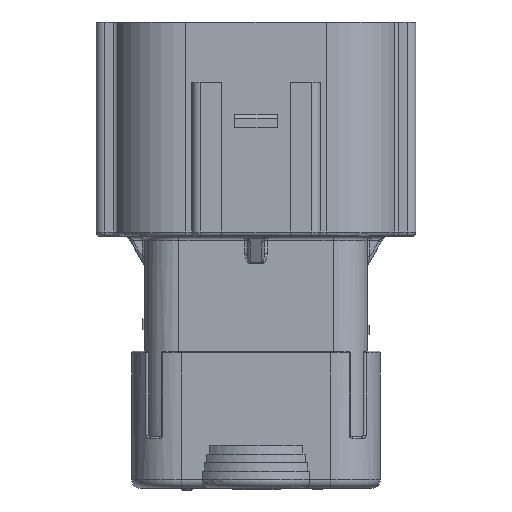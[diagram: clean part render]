
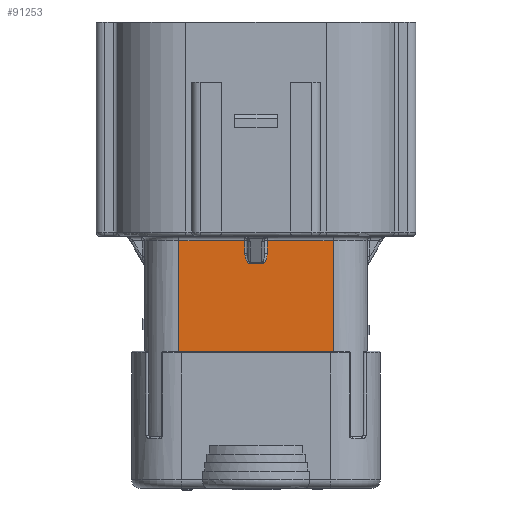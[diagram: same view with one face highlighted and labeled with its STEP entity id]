
A CAD part, front view. The second image highlights one B-rep face of the part: STEP entity #91253.
In plain terms, the highlighted planar face has unit normal (0, -1, 0).
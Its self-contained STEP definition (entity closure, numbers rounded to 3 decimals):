
#7308 = LINE ( 'NONE', #103379, #7317 ) ;
#7317 = VECTOR ( 'NONE', #103381, 1000. ) ;
#7747 = LINE ( 'NONE', #103667, #7750 ) ;
#7750 = VECTOR ( 'NONE', #103718, 1000. ) ;
#7770 = LINE ( 'NONE', #103719, #7779 ) ;
#7779 = VECTOR ( 'NONE', #103720, 1000. ) ;
#7794 = LINE ( 'NONE', #103739, #7799 ) ;
#7799 = VECTOR ( 'NONE', #103727, 1000. ) ;
#15113 = EDGE_CURVE ( 'NONE', #31637, #51764, #25853, .T. ) ;
#15114 = EDGE_CURVE ( 'NONE', #51933, #31692, #25849, .T. ) ;
#15115 = EDGE_CURVE ( 'NONE', #51770, #31692, #25860, .T. ) ;
#15200 = EDGE_CURVE ( 'NONE', #31637, #51960, #25947, .T. ) ;
#23316 = EDGE_CURVE ( 'NONE', #51960, #51933, #7308, .T. ) ;
#23413 = EDGE_CURVE ( 'NONE', #51684, #51761, #111467, .T. ) ;
#23414 = EDGE_CURVE ( 'NONE', #51770, #51684, #7747, .T. ) ;
#23417 = EDGE_CURVE ( 'NONE', #51749, #51764, #7770, .T. ) ;
#23419 = EDGE_CURVE ( 'NONE', #51746, #51749, #111466, .T. ) ;
#23421 = EDGE_CURVE ( 'NONE', #51761, #51746, #7794, .T. ) ;
#25849 = LINE ( 'NONE', #73295, #25861 ) ;
#25853 = LINE ( 'NONE', #73304, #25859 ) ;
#25859 = VECTOR ( 'NONE', #73306, 1000. ) ;
#25860 = LINE ( 'NONE', #73308, #25863 ) ;
#25861 = VECTOR ( 'NONE', #73307, 1000. ) ;
#25863 = VECTOR ( 'NONE', #73309, 1000. ) ;
#25947 = LINE ( 'NONE', #26659, #25950 ) ;
#25950 = VECTOR ( 'NONE', #26660, 1000. ) ;
#26659 = CARTESIAN_POINT ( 'NONE',  ( 9., -7.5, -27.8 ) ) ;
#26660 = DIRECTION ( 'NONE',  ( 0., 0., -1. ) ) ;
#29158 = CARTESIAN_POINT ( 'NONE',  ( 9., -7.5, -0.5 ) ) ;
#29237 = CARTESIAN_POINT ( 'NONE',  ( -9., -7.5, -0.5 ) ) ;
#31637 = VERTEX_POINT ( 'NONE', #29158 ) ;
#31692 = VERTEX_POINT ( 'NONE', #29237 ) ;
#51684 = VERTEX_POINT ( 'NONE', #66909 ) ;
#51746 = VERTEX_POINT ( 'NONE', #66948 ) ;
#51749 = VERTEX_POINT ( 'NONE', #66950 ) ;
#51761 = VERTEX_POINT ( 'NONE', #66957 ) ;
#51764 = VERTEX_POINT ( 'NONE', #66959 ) ;
#51770 = VERTEX_POINT ( 'NONE', #66962 ) ;
#51933 = VERTEX_POINT ( 'NONE', #67069 ) ;
#51960 = VERTEX_POINT ( 'NONE', #67083 ) ;
#59227 = EDGE_LOOP ( 'NONE', ( #85240, #85241, #85242, #85243, #85244, #85245, #85246, #85247, #85248, #85249 ) ) ;
#66909 = CARTESIAN_POINT ( 'NONE',  ( -1.3, -7.5, -1.989 ) ) ;
#66948 = CARTESIAN_POINT ( 'NONE',  ( 0.7, -7.5, -3.189 ) ) ;
#66950 = CARTESIAN_POINT ( 'NONE',  ( 1.3, -7.5, -1.989 ) ) ;
#66957 = CARTESIAN_POINT ( 'NONE',  ( -0.7, -7.5, -3.189 ) ) ;
#66959 = CARTESIAN_POINT ( 'NONE',  ( 1.3, -7.5, -0.5 ) ) ;
#66962 = CARTESIAN_POINT ( 'NONE',  ( -1.3, -7.5, -0.5 ) ) ;
#67069 = CARTESIAN_POINT ( 'NONE',  ( -9., -7.5, -27.3 ) ) ;
#67083 = CARTESIAN_POINT ( 'NONE',  ( 9., -7.5, -27.3 ) ) ;
#73295 = CARTESIAN_POINT ( 'NONE',  ( -9., -7.5, -27.8 ) ) ;
#73304 = CARTESIAN_POINT ( 'NONE',  ( 9., -7.5, -0.5 ) ) ;
#73306 = DIRECTION ( 'NONE',  ( -1., 0., 0. ) ) ;
#73307 = DIRECTION ( 'NONE',  ( 0., 0., 1. ) ) ;
#73308 = CARTESIAN_POINT ( 'NONE',  ( 9., -7.5, -0.5 ) ) ;
#73309 = DIRECTION ( 'NONE',  ( -1., 0., 0. ) ) ;
#85240 = ORIENTED_EDGE ( 'NONE', *, *, #23414, .F. ) ;
#85241 = ORIENTED_EDGE ( 'NONE', *, *, #15115, .T. ) ;
#85242 = ORIENTED_EDGE ( 'NONE', *, *, #15114, .F. ) ;
#85243 = ORIENTED_EDGE ( 'NONE', *, *, #23316, .F. ) ;
#85244 = ORIENTED_EDGE ( 'NONE', *, *, #15200, .F. ) ;
#85245 = ORIENTED_EDGE ( 'NONE', *, *, #15113, .T. ) ;
#85246 = ORIENTED_EDGE ( 'NONE', *, *, #23417, .F. ) ;
#85247 = ORIENTED_EDGE ( 'NONE', *, *, #23419, .F. ) ;
#85248 = ORIENTED_EDGE ( 'NONE', *, *, #23421, .F. ) ;
#85249 = ORIENTED_EDGE ( 'NONE', *, *, #23413, .F. ) ;
#91253 = ADVANCED_FACE ( 'NONE', ( #98403 ), #105855, .F. ) ;
#98403 = FACE_OUTER_BOUND ( 'NONE', #59227, .T. ) ;
#103379 = CARTESIAN_POINT ( 'NONE',  ( 9., -7.5, -27.3 ) ) ;
#103381 = DIRECTION ( 'NONE',  ( -1., 0., 0. ) ) ;
#103667 = CARTESIAN_POINT ( 'NONE',  ( -1.3, -7.5, -27.8 ) ) ;
#103707 = CARTESIAN_POINT ( 'NONE',  ( -1.3, -7.5, -2.304 ) ) ;
#103708 = CARTESIAN_POINT ( 'NONE',  ( -1.235, -7.5, -2.615 ) ) ;
#103712 = CARTESIAN_POINT ( 'NONE',  ( -1.3, -7.5, -1.989 ) ) ;
#103713 = CARTESIAN_POINT ( 'NONE',  ( -1.069, -7.5, -2.949 ) ) ;
#103714 = CARTESIAN_POINT ( 'NONE',  ( -1.002, -7.5, -3.038 ) ) ;
#103715 = CARTESIAN_POINT ( 'NONE',  ( -0.857, -7.5, -3.158 ) ) ;
#103716 = CARTESIAN_POINT ( 'NONE',  ( -0.779, -7.5, -3.189 ) ) ;
#103717 = CARTESIAN_POINT ( 'NONE',  ( -0.7, -7.5, -3.189 ) ) ;
#103718 = DIRECTION ( 'NONE',  ( 0., 0., -1. ) ) ;
#103719 = CARTESIAN_POINT ( 'NONE',  ( 1.3, -7.5, -27.8 ) ) ;
#103720 = DIRECTION ( 'NONE',  ( 0., 0., 1. ) ) ;
#103727 = DIRECTION ( 'NONE',  ( 1., 0., 0. ) ) ;
#103728 = CARTESIAN_POINT ( 'NONE',  ( 0.779, -7.5, -3.189 ) ) ;
#103729 = CARTESIAN_POINT ( 'NONE',  ( 0.857, -7.5, -3.158 ) ) ;
#103733 = CARTESIAN_POINT ( 'NONE',  ( 0.7, -7.5, -3.189 ) ) ;
#103734 = CARTESIAN_POINT ( 'NONE',  ( 1.002, -7.5, -3.038 ) ) ;
#103735 = CARTESIAN_POINT ( 'NONE',  ( 1.069, -7.5, -2.949 ) ) ;
#103736 = CARTESIAN_POINT ( 'NONE',  ( 1.235, -7.5, -2.615 ) ) ;
#103737 = CARTESIAN_POINT ( 'NONE',  ( 1.3, -7.5, -2.304 ) ) ;
#103738 = CARTESIAN_POINT ( 'NONE',  ( 1.3, -7.5, -1.989 ) ) ;
#103739 = CARTESIAN_POINT ( 'NONE',  ( 9., -7.5, -3.189 ) ) ;
#105853 = CARTESIAN_POINT ( 'NONE',  ( 9., -7.5, -27.8 ) ) ;
#105855 = PLANE ( 'NONE',  #112852 ) ;
#105858 = DIRECTION ( 'NONE',  ( 0., 1., 0. ) ) ;
#105859 = DIRECTION ( 'NONE',  ( -1., 0., 0. ) ) ;
#111466 = B_SPLINE_CURVE_WITH_KNOTS ( 'NONE', 3,
 ( #103733, #103728, #103729, #103734, #103735, #103736, #103737, #103738 ),
 .UNSPECIFIED., .F., .F.,
 ( 4, 2, 2, 4 ),
 ( 0., 0.25, 0.5, 1. ),
 .UNSPECIFIED. ) ;
#111467 = B_SPLINE_CURVE_WITH_KNOTS ( 'NONE', 3,
 ( #103712, #103707, #103708, #103713, #103714, #103715, #103716, #103717 ),
 .UNSPECIFIED., .F., .F.,
 ( 4, 2, 2, 4 ),
 ( 0., 0.5, 0.75, 1. ),
 .UNSPECIFIED. ) ;
#112852 = AXIS2_PLACEMENT_3D ( 'NONE', #105853, #105858, #105859 ) ;
